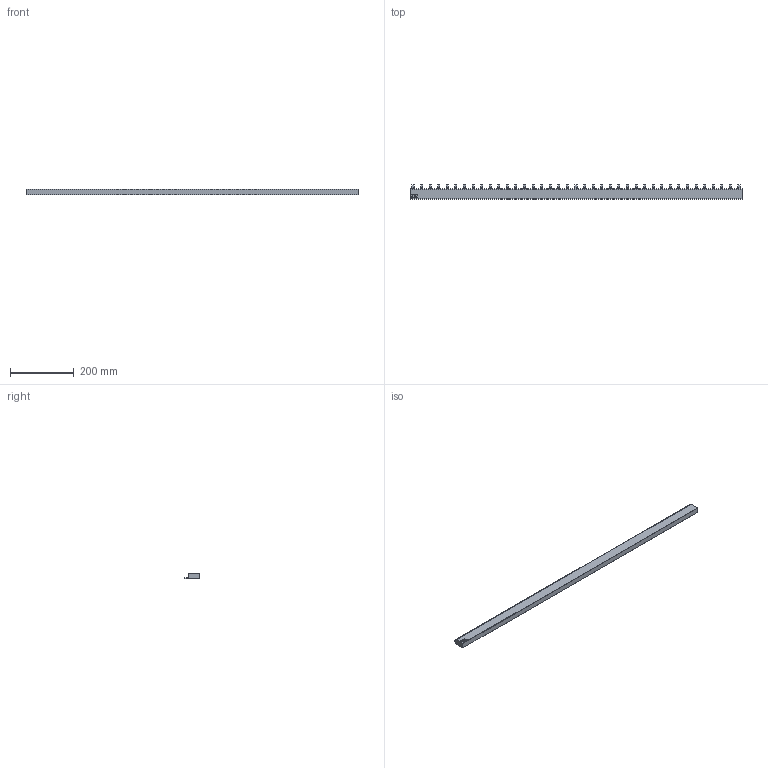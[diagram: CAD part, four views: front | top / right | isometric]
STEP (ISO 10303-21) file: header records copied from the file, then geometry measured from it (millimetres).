
FILE_DESCRIPTION((''),'2;1');
FILE_NAME('STP-7989S_ORIGINAL_ASM','2021-05-10T',('marketing.praksa'),('Audax d.o.o.'),'CREO PARAMETRIC BY PTC INC, 2017480','CREO PARAMETRIC BY PTC INC, 2017480','');
FILE_SCHEMA(('AUTOMOTIVE_DESIGN { 1 0 10303 214 1 1 1 1 }'));
Length unit declared in the file: millimetre
Products named in the file (4): PRT9513; PRT9514; PRT9515; STP-7989S_ORIGINAL_ASM
Assembly tree (3 placements, depth 2):
  STP-7989S_ORIGINAL_ASM
    PRT9513
    PRT9514
    PRT9515
Bounding box: 1045 x 44.7 x 17.07 mm (x, y, z)
Volume: 583633 mm3; surface area: 114932.4 mm2
Topology: 43 solids, 43 shells, 524 faces, 1305 edges, 870 vertices
Faces by surface type: plane 379, cylinder 145
Entity records: 23748 total; most frequent: CARTESIAN_POINT 2716, DIRECTION 2657, ORIENTED_EDGE 2610, PRESENTATION_STYLE_ASSIGNMENT 1872, STYLED_ITEM 1872, CURVE_STYLE 1305, EDGE_CURVE 1305, VECTOR 1015
